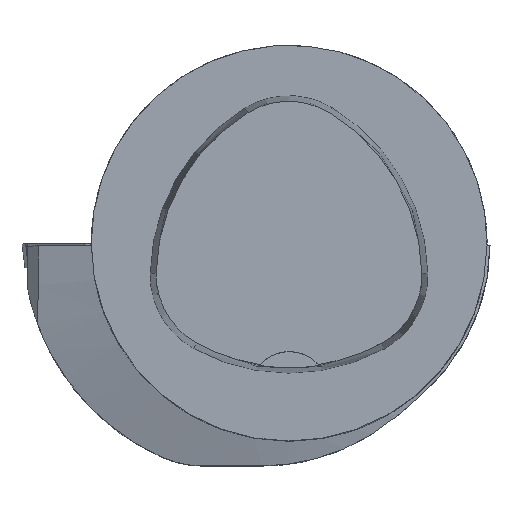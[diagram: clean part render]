
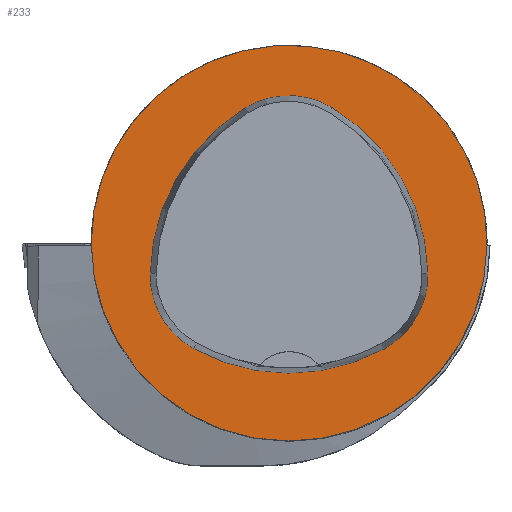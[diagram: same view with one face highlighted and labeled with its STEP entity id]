
A CAD part, top view. The second image highlights one B-rep face of the part: STEP entity #233.
In plain terms, the highlighted planar face has unit normal (0, 0, 1).
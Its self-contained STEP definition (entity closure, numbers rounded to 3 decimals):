
#233=ADVANCED_FACE('',(#474,#475),#286,.T.);
#286=PLANE('',#1384);
#474=FACE_BOUND('',#527,.T.);
#475=FACE_BOUND('',#528,.T.);
#527=EDGE_LOOP('',(#734,#735,#736,#737,#738,#739));
#528=EDGE_LOOP('',(#740));
#734=ORIENTED_EDGE('',*,*,#1113,.T.);
#735=ORIENTED_EDGE('',*,*,#1093,.T.);
#736=ORIENTED_EDGE('',*,*,#1097,.T.);
#737=ORIENTED_EDGE('',*,*,#1100,.T.);
#738=ORIENTED_EDGE('',*,*,#1103,.T.);
#739=ORIENTED_EDGE('',*,*,#1111,.T.);
#740=ORIENTED_EDGE('',*,*,#1063,.F.);
#940=VERTEX_POINT('',#2013);
#968=VERTEX_POINT('',#2121);
#969=VERTEX_POINT('',#2122);
#972=VERTEX_POINT('',#2130);
#974=VERTEX_POINT('',#2136);
#976=VERTEX_POINT('',#2142);
#983=VERTEX_POINT('',#2163);
#1063=EDGE_CURVE('',#940,#940,#1187,.T.);
#1093=EDGE_CURVE('',#968,#969,#1190,.T.);
#1097=EDGE_CURVE('',#969,#972,#1192,.T.);
#1100=EDGE_CURVE('',#972,#974,#1194,.T.);
#1103=EDGE_CURVE('',#974,#976,#1196,.T.);
#1111=EDGE_CURVE('',#976,#983,#1200,.T.);
#1113=EDGE_CURVE('',#983,#968,#1202,.T.);
#1187=CIRCLE('',#1348,20.);
#1190=CIRCLE('',#1362,20.);
#1192=CIRCLE('',#1365,8.5);
#1194=CIRCLE('',#1368,20.);
#1196=CIRCLE('',#1371,8.5);
#1200=CIRCLE('',#1376,20.);
#1202=CIRCLE('',#1379,8.5);
#1348=AXIS2_PLACEMENT_3D('',#2012,#1570,#1571);
#1362=AXIS2_PLACEMENT_3D('',#2120,#1606,#1607);
#1365=AXIS2_PLACEMENT_3D('',#2129,#1614,#1615);
#1368=AXIS2_PLACEMENT_3D('',#2135,#1621,#1622);
#1371=AXIS2_PLACEMENT_3D('',#2141,#1628,#1629);
#1376=AXIS2_PLACEMENT_3D('',#2164,#1640,#1641);
#1379=AXIS2_PLACEMENT_3D('',#2167,#1646,#1647);
#1384=AXIS2_PLACEMENT_3D('',#2172,#1656,#1657);
#1570=DIRECTION('',(0.,0.,-1.));
#1571=DIRECTION('',(-1.,0.,0.));
#1606=DIRECTION('',(0.,0.,-1.));
#1607=DIRECTION('',(-1.,0.,0.));
#1614=DIRECTION('',(0.,0.,-1.));
#1615=DIRECTION('',(-1.,0.,0.));
#1621=DIRECTION('',(0.,0.,-1.));
#1622=DIRECTION('',(-1.,0.,0.));
#1628=DIRECTION('',(0.,0.,-1.));
#1629=DIRECTION('',(-1.,0.,0.));
#1640=DIRECTION('',(0.,0.,-1.));
#1641=DIRECTION('',(-1.,0.,0.));
#1646=DIRECTION('',(0.,0.,-1.));
#1647=DIRECTION('',(-1.,0.,0.));
#1656=DIRECTION('',(0.,0.,1.));
#1657=DIRECTION('',(1.,0.,0.));
#2012=CARTESIAN_POINT('',(0.,0.,0.));
#2013=CARTESIAN_POINT('',(-20.,0.,0.));
#2120=CARTESIAN_POINT('',(5.955,-3.414,0.));
#2121=CARTESIAN_POINT('',(-14.041,-3.042,0.));
#2122=CARTESIAN_POINT('',(-4.472,13.653,0.));
#2129=CARTESIAN_POINT('',(-0.04,6.4,0.));
#2130=CARTESIAN_POINT('',(4.347,13.68,0.));
#2135=CARTESIAN_POINT('',(-5.976,-3.45,0.));
#2136=CARTESIAN_POINT('',(14.021,-3.075,0.));
#2141=CARTESIAN_POINT('',(5.522,-3.235,0.));
#2142=CARTESIAN_POINT('',(9.588,-10.699,0.));
#2163=CARTESIAN_POINT('',(-9.655,-10.639,0.));
#2164=CARTESIAN_POINT('',(0.022,6.864,0.));
#2167=CARTESIAN_POINT('',(-5.543,-3.2,0.));
#2172=CARTESIAN_POINT('',(0.,0.,0.));
